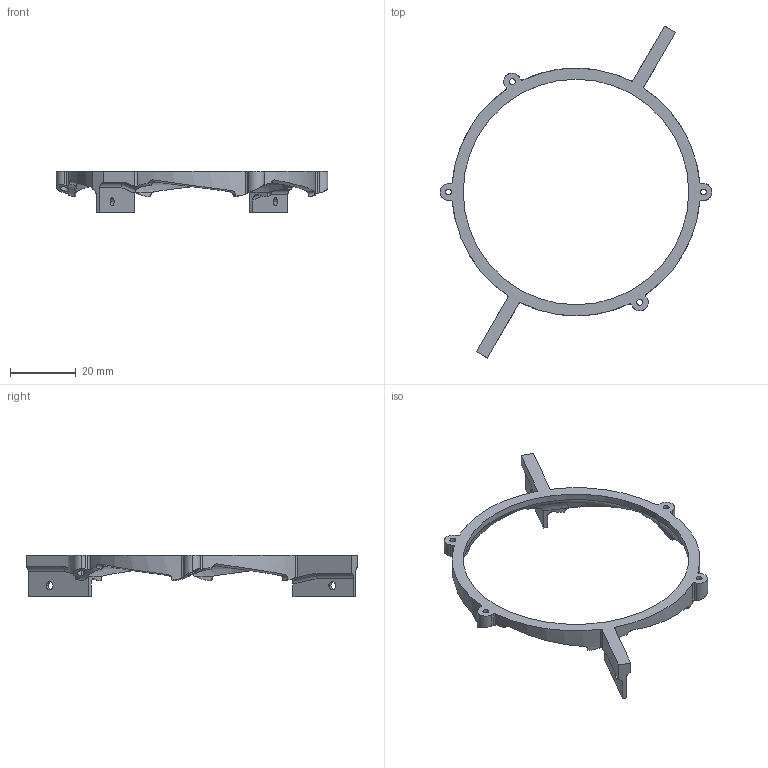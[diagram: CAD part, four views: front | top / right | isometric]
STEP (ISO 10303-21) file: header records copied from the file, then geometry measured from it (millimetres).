
FILE_DESCRIPTION (( 'STEP AP214' ), '1' );
FILE_NAME ('Top_ring_larger_1_percent.STEP', '2025-02-27T21:47:23', ( '' ), ( '' ), 'SwSTEP 2.0', 'SolidWorks 2024', '' );
FILE_SCHEMA (( 'AUTOMOTIVE_DESIGN' ));
Length unit declared in the file: millimetre
Products named in the file (1): Top_ring_larger_1_percent
Bounding box: 82.42 x 100.65 x 12.68 mm (x, y, z)
Volume: 4566.1 mm3; surface area: 5256.2 mm2
Topology: 1 solids, 1 shells, 120 faces, 345 edges, 230 vertices
Faces by surface type: cylinder 59, bspline 34, plane 25, torus 2
Entity records: 7510 total; most frequent: CARTESIAN_POINT 4677, ORIENTED_EDGE 690, DIRECTION 431, EDGE_CURVE 345, VERTEX_POINT 230, B_SPLINE_CURVE_WITH_KNOTS 165, AXIS2_PLACEMENT_3D 164, EDGE_LOOP 137
